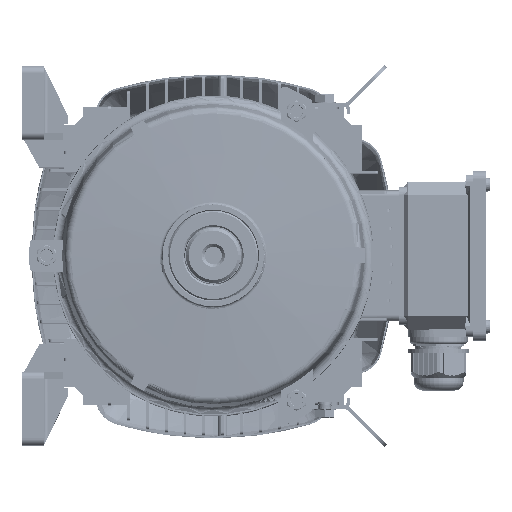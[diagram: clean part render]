
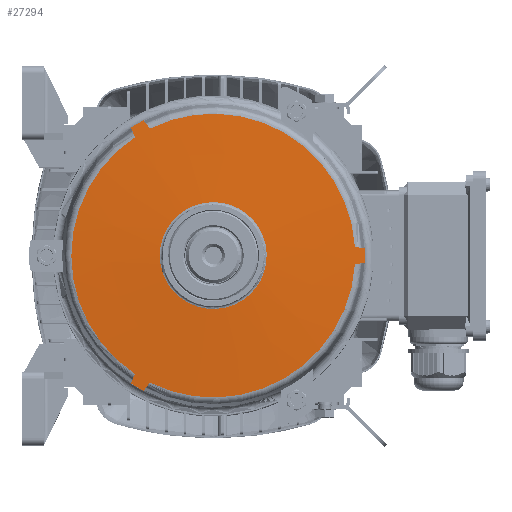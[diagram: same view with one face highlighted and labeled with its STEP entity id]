
A CAD part, top view. The second image highlights one B-rep face of the part: STEP entity #27294.
In plain terms, the highlighted conical face has half-angle 87 degrees and reference radius 35 mm.
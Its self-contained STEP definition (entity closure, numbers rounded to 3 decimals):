
#25408=FACE_BOUND('',#37233,.T.);
#25409=FACE_BOUND('',#37234,.T.);
#27294=ADVANCED_FACE('',(#25408,#25409),#32404,.T.);
#32404=CONICAL_SURFACE('',#100364,35.,87.);
#37233=EDGE_LOOP('',(#47504));
#37234=EDGE_LOOP('',(#47505,#47506,#47507,#47508,#47509,#47510,#47511,#47512,
#47513,#47514,#47515,#47516));
#43419=CIRCLE('',#100240,97.948);
#43420=CIRCLE('',#100242,97.948);
#43421=CIRCLE('',#100244,97.948);
#43489=CIRCLE('',#100360,36.895);
#43490=CIRCLE('',#100361,105.);
#43491=CIRCLE('',#100362,105.);
#43492=CIRCLE('',#100363,105.);
#47504=ORIENTED_EDGE('',*,*,#84519,.T.);
#47505=ORIENTED_EDGE('',*,*,#84342,.F.);
#47506=ORIENTED_EDGE('',*,*,#84520,.T.);
#47507=ORIENTED_EDGE('',*,*,#84521,.T.);
#47508=ORIENTED_EDGE('',*,*,#84522,.F.);
#47509=ORIENTED_EDGE('',*,*,#84337,.F.);
#47510=ORIENTED_EDGE('',*,*,#84523,.T.);
#47511=ORIENTED_EDGE('',*,*,#84524,.T.);
#47512=ORIENTED_EDGE('',*,*,#84525,.F.);
#47513=ORIENTED_EDGE('',*,*,#84340,.F.);
#47514=ORIENTED_EDGE('',*,*,#84526,.T.);
#47515=ORIENTED_EDGE('',*,*,#84527,.T.);
#47516=ORIENTED_EDGE('',*,*,#84528,.F.);
#74970=VERTEX_POINT('',#134435);
#74971=VERTEX_POINT('',#134442);
#74972=VERTEX_POINT('',#134451);
#74973=VERTEX_POINT('',#134458);
#74974=VERTEX_POINT('',#134467);
#74975=VERTEX_POINT('',#134469);
#75115=VERTEX_POINT('',#135478);
#75116=VERTEX_POINT('',#135483);
#75117=VERTEX_POINT('',#135485);
#75118=VERTEX_POINT('',#135494);
#75119=VERTEX_POINT('',#135496);
#75120=VERTEX_POINT('',#135505);
#75121=VERTEX_POINT('',#135507);
#84337=EDGE_CURVE('',#74971,#74970,#43419,.T.);
#84340=EDGE_CURVE('',#74973,#74972,#43420,.T.);
#84342=EDGE_CURVE('',#74974,#74975,#43421,.T.);
#84519=EDGE_CURVE('',#75115,#75115,#43489,.T.);
#84520=EDGE_CURVE('',#74974,#75116,#98280,.T.);
#84521=EDGE_CURVE('',#75116,#75117,#43490,.T.);
#84522=EDGE_CURVE('',#74970,#75117,#98281,.T.);
#84523=EDGE_CURVE('',#74971,#75118,#98282,.T.);
#84524=EDGE_CURVE('',#75118,#75119,#43491,.T.);
#84525=EDGE_CURVE('',#74972,#75119,#98283,.T.);
#84526=EDGE_CURVE('',#74973,#75120,#98284,.T.);
#84527=EDGE_CURVE('',#75120,#75121,#43492,.T.);
#84528=EDGE_CURVE('',#74975,#75121,#98285,.T.);
#98280=B_SPLINE_CURVE_WITH_KNOTS('',3,(#135479,#135480,#135481,#135482),
 .UNSPECIFIED.,.F.,.F.,(4,4),(0.,1.),.UNSPECIFIED.);
#98281=B_SPLINE_CURVE_WITH_KNOTS('',3,(#135486,#135487,#135488,#135489),
 .UNSPECIFIED.,.F.,.F.,(4,4),(0.,1.),.UNSPECIFIED.);
#98282=B_SPLINE_CURVE_WITH_KNOTS('',3,(#135490,#135491,#135492,#135493),
 .UNSPECIFIED.,.F.,.F.,(4,4),(0.,1.),.UNSPECIFIED.);
#98283=B_SPLINE_CURVE_WITH_KNOTS('',3,(#135497,#135498,#135499,#135500),
 .UNSPECIFIED.,.F.,.F.,(4,4),(0.,1.),.UNSPECIFIED.);
#98284=B_SPLINE_CURVE_WITH_KNOTS('',3,(#135501,#135502,#135503,#135504),
 .UNSPECIFIED.,.F.,.F.,(4,4),(0.,1.),.UNSPECIFIED.);
#98285=B_SPLINE_CURVE_WITH_KNOTS('',3,(#135508,#135509,#135510,#135511),
 .UNSPECIFIED.,.F.,.F.,(4,4),(0.,1.),.UNSPECIFIED.);
#100240=AXIS2_PLACEMENT_3D('',#134443,#109019,#109020);
#100242=AXIS2_PLACEMENT_3D('',#134459,#109023,#109024);
#100244=AXIS2_PLACEMENT_3D('',#134468,#109027,#109028);
#100360=AXIS2_PLACEMENT_3D('',#135477,#109277,#109278);
#100361=AXIS2_PLACEMENT_3D('',#135484,#109279,#109280);
#100362=AXIS2_PLACEMENT_3D('',#135495,#109281,#109282);
#100363=AXIS2_PLACEMENT_3D('',#135506,#109283,#109284);
#100364=AXIS2_PLACEMENT_3D('',#135512,#109285,#109286);
#109019=DIRECTION('',(0.,0.,-1.));
#109020=DIRECTION('',(0.,-1.,0.));
#109023=DIRECTION('',(0.,0.,-1.));
#109024=DIRECTION('',(0.,-1.,0.));
#109027=DIRECTION('',(0.,0.,-1.));
#109028=DIRECTION('',(0.,-1.,0.));
#109277=DIRECTION('',(0.,0.,-1.));
#109278=DIRECTION('',(-1.,0.,0.));
#109279=DIRECTION('',(0.,0.,1.));
#109280=DIRECTION('',(-0.866,0.5,0.));
#109281=DIRECTION('',(0.,0.,1.));
#109282=DIRECTION('',(0.,-1.,0.));
#109283=DIRECTION('',(0.,0.,1.));
#109284=DIRECTION('',(0.866,0.5,0.));
#109285=DIRECTION('',(0.,0.,-1.));
#109286=DIRECTION('',(0.,-1.,0.));
#134435=CARTESIAN_POINT('',(-43.686,-87.666,273.701));
#134442=CARTESIAN_POINT('',(97.764,-6.,273.701));
#134443=CARTESIAN_POINT('',(0.,0.,273.701));
#134451=CARTESIAN_POINT('',(97.764,6.,273.701));
#134458=CARTESIAN_POINT('',(-43.686,87.666,273.701));
#134459=CARTESIAN_POINT('',(0.,0.,273.701));
#134467=CARTESIAN_POINT('',(-54.078,-81.666,273.701));
#134468=CARTESIAN_POINT('',(0.,0.,273.701));
#134469=CARTESIAN_POINT('',(-54.078,81.666,273.701));
#135477=CARTESIAN_POINT('',(0.,0.,276.901));
#135478=CARTESIAN_POINT('',(-36.895,0.,276.901));
#135479=CARTESIAN_POINT('',(-54.078,-81.666,273.701));
#135480=CARTESIAN_POINT('',(-54.975,-83.887,273.578));
#135481=CARTESIAN_POINT('',(-55.873,-86.108,273.455));
#135482=CARTESIAN_POINT('',(-56.771,-88.33,273.331));
#135483=CARTESIAN_POINT('',(-56.771,-88.33,273.331));
#135484=CARTESIAN_POINT('',(0.,0.,273.331));
#135485=CARTESIAN_POINT('',(-48.11,-93.33,273.331));
#135486=CARTESIAN_POINT('',(-43.686,-87.666,273.701));
#135487=CARTESIAN_POINT('',(-45.161,-89.554,273.578));
#135488=CARTESIAN_POINT('',(-46.635,-91.442,273.455));
#135489=CARTESIAN_POINT('',(-48.11,-93.33,273.331));
#135490=CARTESIAN_POINT('',(97.764,-6.,273.701));
#135491=CARTESIAN_POINT('',(100.136,-5.667,273.578));
#135492=CARTESIAN_POINT('',(102.508,-5.333,273.455));
#135493=CARTESIAN_POINT('',(104.881,-5.,273.331));
#135494=CARTESIAN_POINT('',(104.881,-5.,273.331));
#135495=CARTESIAN_POINT('',(0.,0.,273.331));
#135496=CARTESIAN_POINT('',(104.881,5.,273.331));
#135497=CARTESIAN_POINT('',(97.764,6.,273.701));
#135498=CARTESIAN_POINT('',(100.136,5.667,273.578));
#135499=CARTESIAN_POINT('',(102.508,5.333,273.455));
#135500=CARTESIAN_POINT('',(104.881,5.,273.331));
#135501=CARTESIAN_POINT('',(-43.686,87.666,273.701));
#135502=CARTESIAN_POINT('',(-45.161,89.554,273.578));
#135503=CARTESIAN_POINT('',(-46.635,91.442,273.455));
#135504=CARTESIAN_POINT('',(-48.11,93.33,273.331));
#135505=CARTESIAN_POINT('',(-48.11,93.33,273.331));
#135506=CARTESIAN_POINT('',(0.,0.,
273.331));
#135507=CARTESIAN_POINT('',(-56.771,88.33,273.331));
#135508=CARTESIAN_POINT('',(-54.078,81.666,273.701));
#135509=CARTESIAN_POINT('',(-54.975,83.887,273.578));
#135510=CARTESIAN_POINT('',(-55.873,86.108,273.455));
#135511=CARTESIAN_POINT('',(-56.771,88.33,273.331));
#135512=CARTESIAN_POINT('',(0.,0.,277.));
